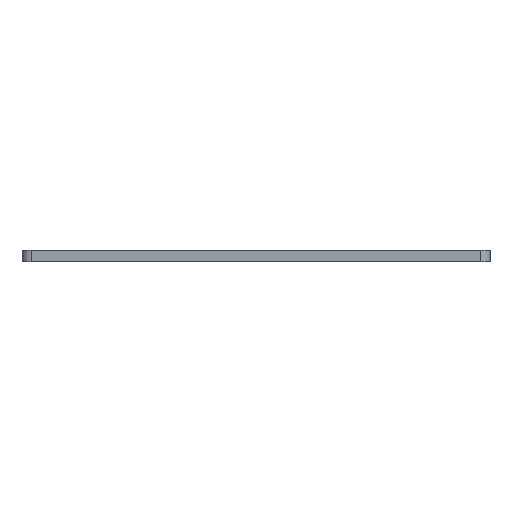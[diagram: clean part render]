
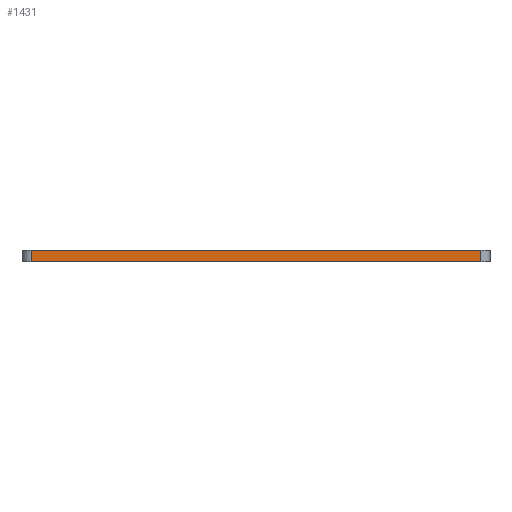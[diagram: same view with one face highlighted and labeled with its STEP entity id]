
A CAD part, left-side view. The second image highlights one B-rep face of the part: STEP entity #1431.
In plain terms, the highlighted planar face has unit normal (-1, 0, 0).
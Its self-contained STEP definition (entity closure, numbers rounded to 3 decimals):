
#83=PLANE('',#1562);
#149=FACE_OUTER_BOUND('',#218,.T.);
#218=EDGE_LOOP('',(#1182,#1183,#1184,#1185));
#391=LINE('',#2335,#538);
#392=LINE('',#2338,#539);
#393=LINE('',#2340,#540);
#394=LINE('',#2341,#541);
#538=VECTOR('',#1927,10.);
#539=VECTOR('',#1930,10.);
#540=VECTOR('',#1931,10.);
#541=VECTOR('',#1932,10.);
#726=VERTEX_POINT('',#2329);
#728=VERTEX_POINT('',#2333);
#729=VERTEX_POINT('',#2337);
#730=VERTEX_POINT('',#2339);
#921=EDGE_CURVE('',#726,#728,#391,.T.);
#922=EDGE_CURVE('',#726,#729,#392,.T.);
#923=EDGE_CURVE('',#730,#728,#393,.T.);
#924=EDGE_CURVE('',#729,#730,#394,.T.);
#1182=ORIENTED_EDGE('',*,*,#922,.F.);
#1183=ORIENTED_EDGE('',*,*,#921,.T.);
#1184=ORIENTED_EDGE('',*,*,#923,.F.);
#1185=ORIENTED_EDGE('',*,*,#924,.F.);
#1431=ADVANCED_FACE('',(#149),#83,.T.);
#1562=AXIS2_PLACEMENT_3D('',#2336,#1928,#1929);
#1927=DIRECTION('',(0.,0.,-1.));
#1928=DIRECTION('center_axis',(-1.,0.,0.));
#1929=DIRECTION('ref_axis',(0.,1.,0.));
#1930=DIRECTION('',(0.,-1.,0.));
#1931=DIRECTION('',(0.,1.,0.));
#1932=DIRECTION('',(0.,0.,-1.));
#2329=CARTESIAN_POINT('',(-124.893,96.019,0.));
#2333=CARTESIAN_POINT('',(-124.893,96.019,-5.));
#2335=CARTESIAN_POINT('',(-124.893,96.019,0.));
#2336=CARTESIAN_POINT('Origin',(-124.893,-95.981,0.));
#2337=CARTESIAN_POINT('',(-124.893,-95.981,0.));
#2338=CARTESIAN_POINT('',(-124.893,-47.981,0.));
#2339=CARTESIAN_POINT('',(-124.893,-95.981,-5.));
#2340=CARTESIAN_POINT('',(-124.893,-47.981,-5.));
#2341=CARTESIAN_POINT('',(-124.893,-95.981,0.));
